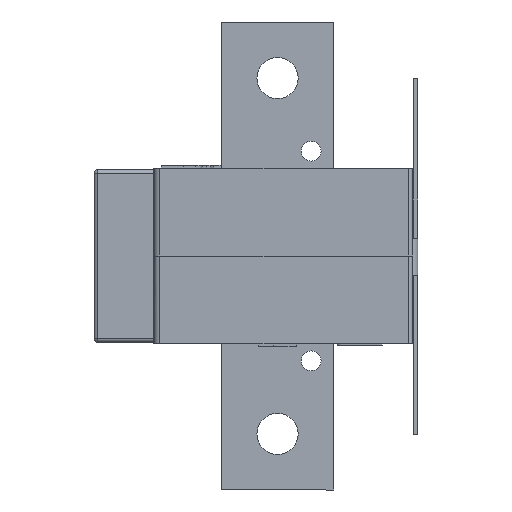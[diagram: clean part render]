
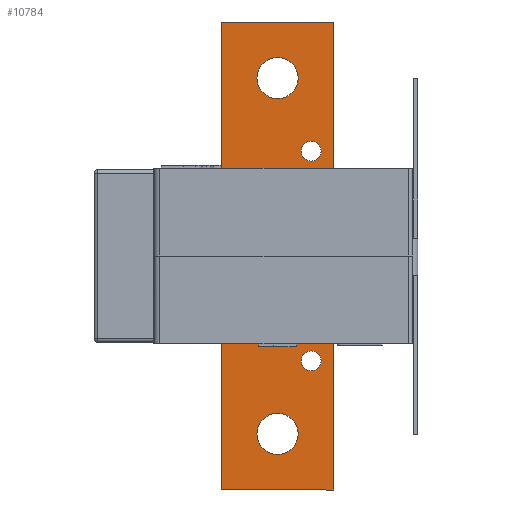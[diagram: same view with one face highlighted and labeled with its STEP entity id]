
A CAD part, left-side view. The second image highlights one B-rep face of the part: STEP entity #10784.
In plain terms, the highlighted face is planar.
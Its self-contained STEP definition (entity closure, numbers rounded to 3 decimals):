
#31 = EDGE_LOOP ( 'NONE', ( #21894, #12397 ) ) ;
#317 = DIRECTION ( 'NONE',  ( -1., 0., 0. ) ) ;
#325 = ORIENTED_EDGE ( 'NONE', *, *, #23140, .F. ) ;
#438 = VERTEX_POINT ( 'NONE', #11518 ) ;
#510 = DIRECTION ( 'NONE',  ( 1., 0., 0. ) ) ;
#519 = AXIS2_PLACEMENT_3D ( 'NONE', #20935, #20646, #25439 ) ;
#894 = CARTESIAN_POINT ( 'NONE',  ( -30.65, -9., -2. ) ) ;
#929 = VERTEX_POINT ( 'NONE', #27560 ) ;
#1100 = CARTESIAN_POINT ( 'NONE',  ( 62.5, -15., -2. ) ) ;
#1559 = CIRCLE ( 'NONE', #24850, 2.65 ) ;
#1886 = ORIENTED_EDGE ( 'NONE', *, *, #24743, .F. ) ;
#2179 = VERTEX_POINT ( 'NONE', #12222 ) ;
#3078 = CARTESIAN_POINT ( 'NONE',  ( -62.5, 15., -2. ) ) ;
#3318 = EDGE_LOOP ( 'NONE', ( #18540, #24056 ) ) ;
#4000 = DIRECTION ( 'NONE',  ( 0., 1., 0. ) ) ;
#4025 = CARTESIAN_POINT ( 'NONE',  ( 62.5, -15., -2. ) ) ;
#4036 = CARTESIAN_POINT ( 'NONE',  ( 53., 0., -2. ) ) ;
#4235 = DIRECTION ( 'NONE',  ( 0., 0., 1. ) ) ;
#4321 = DIRECTION ( 'NONE',  ( 1., 0., 0. ) ) ;
#4381 = ORIENTED_EDGE ( 'NONE', *, *, #17364, .T. ) ;
#4742 = VECTOR ( 'NONE', #14368, 1000. ) ;
#5775 = CARTESIAN_POINT ( 'NONE',  ( -28., -9., -2. ) ) ;
#5785 = CARTESIAN_POINT ( 'NONE',  ( -25.35, -9., -2. ) ) ;
#6033 = DIRECTION ( 'NONE',  ( 0., 0., 1. ) ) ;
#6077 = CIRCLE ( 'NONE', #21768, 5.5 ) ;
#6118 = VERTEX_POINT ( 'NONE', #5785 ) ;
#7355 = DIRECTION ( 'NONE',  ( -1., 0., 0. ) ) ;
#7532 = VERTEX_POINT ( 'NONE', #13665 ) ;
#7636 = CARTESIAN_POINT ( 'NONE',  ( 0., 0., -2. ) ) ;
#7720 = EDGE_LOOP ( 'NONE', ( #19634, #4381 ) ) ;
#8150 = CARTESIAN_POINT ( 'NONE',  ( -28., -9., -2. ) ) ;
#8239 = VERTEX_POINT ( 'NONE', #21293 ) ;
#9533 = DIRECTION ( 'NONE',  ( 0., 0., -1. ) ) ;
#10312 = FACE_BOUND ( 'NONE', #3318, .T. ) ;
#10444 = CIRCLE ( 'NONE', #519, 5.5 ) ;
#10490 = CIRCLE ( 'NONE', #26586, 5.5 ) ;
#10574 = VECTOR ( 'NONE', #18527, 1000. ) ;
#10784 = ADVANCED_FACE ( 'NONE', ( #17347, #10312, #24491, #12243, #21767 ), #13891, .T. ) ;
#10836 = DIRECTION ( 'NONE',  ( 0., 0., 1. ) ) ;
#11029 = EDGE_CURVE ( 'NONE', #13353, #438, #11528, .T. ) ;
#11090 = VERTEX_POINT ( 'NONE', #894 ) ;
#11518 = CARTESIAN_POINT ( 'NONE',  ( -53., 0., -2. ) ) ;
#11528 = CIRCLE ( 'NONE', #12729, 5.5 ) ;
#12222 = CARTESIAN_POINT ( 'NONE',  ( -62.5, -15., -2. ) ) ;
#12243 = FACE_BOUND ( 'NONE', #16267, .T. ) ;
#12397 = ORIENTED_EDGE ( 'NONE', *, *, #19128, .T. ) ;
#12589 = CIRCLE ( 'NONE', #23782, 2.65 ) ;
#12729 = AXIS2_PLACEMENT_3D ( 'NONE', #22838, #10836, #510 ) ;
#13353 = VERTEX_POINT ( 'NONE', #18212 ) ;
#13665 = CARTESIAN_POINT ( 'NONE',  ( 25.35, -9., -2. ) ) ;
#13793 = AXIS2_PLACEMENT_3D ( 'NONE', #7636, #9533, #7355 ) ;
#13891 = PLANE ( 'NONE',  #13793 ) ;
#13947 = CIRCLE ( 'NONE', #15662, 2.65 ) ;
#14368 = DIRECTION ( 'NONE',  ( 0., -1., 0. ) ) ;
#14404 = CARTESIAN_POINT ( 'NONE',  ( -62.5, -15., -2. ) ) ;
#14447 = VERTEX_POINT ( 'NONE', #3078 ) ;
#15662 = AXIS2_PLACEMENT_3D ( 'NONE', #8150, #4235, #4321 ) ;
#15684 = LINE ( 'NONE', #18728, #10574 ) ;
#15923 = ORIENTED_EDGE ( 'NONE', *, *, #25465, .F. ) ;
#16267 = EDGE_LOOP ( 'NONE', ( #17549, #23254 ) ) ;
#17347 = FACE_BOUND ( 'NONE', #7720, .T. ) ;
#17364 = EDGE_CURVE ( 'NONE', #7532, #22913, #18632, .T. ) ;
#17478 = AXIS2_PLACEMENT_3D ( 'NONE', #24358, #6033, #23763 ) ;
#17549 = ORIENTED_EDGE ( 'NONE', *, *, #11029, .T. ) ;
#17705 = CARTESIAN_POINT ( 'NONE',  ( -62.5, 15., -2. ) ) ;
#18212 = CARTESIAN_POINT ( 'NONE',  ( -42., 0., -2. ) ) ;
#18258 = EDGE_CURVE ( 'NONE', #11090, #6118, #13947, .T. ) ;
#18527 = DIRECTION ( 'NONE',  ( 1., 0., 0. ) ) ;
#18540 = ORIENTED_EDGE ( 'NONE', *, *, #27925, .T. ) ;
#18632 = CIRCLE ( 'NONE', #17478, 2.65 ) ;
#18728 = CARTESIAN_POINT ( 'NONE',  ( -62.5, -15., -2. ) ) ;
#18998 = DIRECTION ( 'NONE',  ( 1., 0., 0. ) ) ;
#19031 = DIRECTION ( 'NONE',  ( 0., 0., 1. ) ) ;
#19087 = CARTESIAN_POINT ( 'NONE',  ( 47.5, 0., -2. ) ) ;
#19128 = EDGE_CURVE ( 'NONE', #8239, #21753, #10444, .T. ) ;
#19334 = LINE ( 'NONE', #14404, #4742 ) ;
#19579 = VECTOR ( 'NONE', #317, 1000. ) ;
#19634 = ORIENTED_EDGE ( 'NONE', *, *, #27558, .T. ) ;
#19704 = LINE ( 'NONE', #17705, #19579 ) ;
#20073 = EDGE_CURVE ( 'NONE', #438, #13353, #6077, .T. ) ;
#20646 = DIRECTION ( 'NONE',  ( 0., 0., 1. ) ) ;
#20935 = CARTESIAN_POINT ( 'NONE',  ( 47.5, 0., -2. ) ) ;
#21293 = CARTESIAN_POINT ( 'NONE',  ( 42., 0., -2. ) ) ;
#21753 = VERTEX_POINT ( 'NONE', #4036 ) ;
#21767 = FACE_OUTER_BOUND ( 'NONE', #23693, .T. ) ;
#21768 = AXIS2_PLACEMENT_3D ( 'NONE', #25214, #25209, #25190 ) ;
#21894 = ORIENTED_EDGE ( 'NONE', *, *, #27961, .T. ) ;
#21951 = VERTEX_POINT ( 'NONE', #1100 ) ;
#22838 = CARTESIAN_POINT ( 'NONE',  ( -47.5, 0., -2. ) ) ;
#22913 = VERTEX_POINT ( 'NONE', #25889 ) ;
#23032 = DIRECTION ( 'NONE',  ( 1., 0., 0. ) ) ;
#23037 = DIRECTION ( 'NONE',  ( 0., 0., 1. ) ) ;
#23140 = EDGE_CURVE ( 'NONE', #14447, #2179, #19334, .T. ) ;
#23254 = ORIENTED_EDGE ( 'NONE', *, *, #20073, .T. ) ;
#23693 = EDGE_LOOP ( 'NONE', ( #325, #15923, #1886, #23742 ) ) ;
#23742 = ORIENTED_EDGE ( 'NONE', *, *, #23887, .F. ) ;
#23763 = DIRECTION ( 'NONE',  ( 1., 0., 0. ) ) ;
#23782 = AXIS2_PLACEMENT_3D ( 'NONE', #5775, #23037, #23032 ) ;
#23887 = EDGE_CURVE ( 'NONE', #2179, #21951, #15684, .T. ) ;
#24056 = ORIENTED_EDGE ( 'NONE', *, *, #18258, .T. ) ;
#24358 = CARTESIAN_POINT ( 'NONE',  ( 28., -9., -2. ) ) ;
#24491 = FACE_BOUND ( 'NONE', #31, .T. ) ;
#24743 = EDGE_CURVE ( 'NONE', #21951, #929, #25293, .T. ) ;
#24850 = AXIS2_PLACEMENT_3D ( 'NONE', #26123, #26091, #26087 ) ;
#25190 = DIRECTION ( 'NONE',  ( 1., 0., 0. ) ) ;
#25209 = DIRECTION ( 'NONE',  ( 0., 0., 1. ) ) ;
#25214 = CARTESIAN_POINT ( 'NONE',  ( -47.5, 0., -2. ) ) ;
#25293 = LINE ( 'NONE', #4025, #25443 ) ;
#25439 = DIRECTION ( 'NONE',  ( 1., 0., 0. ) ) ;
#25443 = VECTOR ( 'NONE', #4000, 1000. ) ;
#25465 = EDGE_CURVE ( 'NONE', #929, #14447, #19704, .T. ) ;
#25889 = CARTESIAN_POINT ( 'NONE',  ( 30.65, -9., -2. ) ) ;
#26087 = DIRECTION ( 'NONE',  ( 1., 0., 0. ) ) ;
#26091 = DIRECTION ( 'NONE',  ( 0., 0., 1. ) ) ;
#26123 = CARTESIAN_POINT ( 'NONE',  ( 28., -9., -2. ) ) ;
#26586 = AXIS2_PLACEMENT_3D ( 'NONE', #19087, #19031, #18998 ) ;
#27558 = EDGE_CURVE ( 'NONE', #22913, #7532, #1559, .T. ) ;
#27560 = CARTESIAN_POINT ( 'NONE',  ( 62.5, 15., -2. ) ) ;
#27925 = EDGE_CURVE ( 'NONE', #6118, #11090, #12589, .T. ) ;
#27961 = EDGE_CURVE ( 'NONE', #21753, #8239, #10490, .T. ) ;
